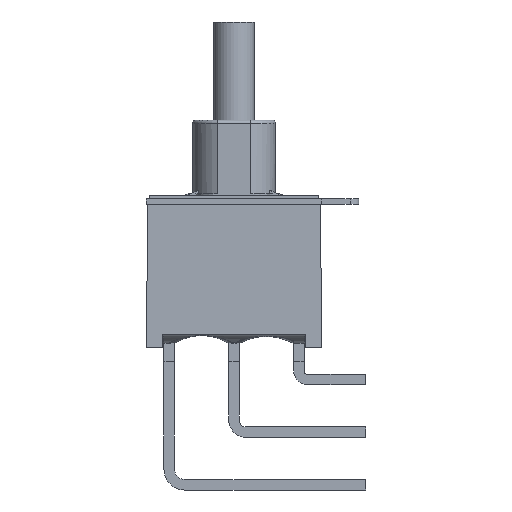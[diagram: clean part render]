
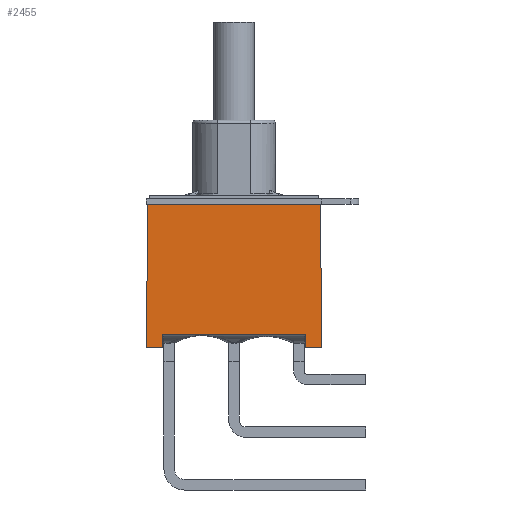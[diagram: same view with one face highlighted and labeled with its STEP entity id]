
A CAD part, front view. The second image highlights one B-rep face of the part: STEP entity #2455.
In plain terms, the highlighted planar face has unit normal (0, -1, 0.009).
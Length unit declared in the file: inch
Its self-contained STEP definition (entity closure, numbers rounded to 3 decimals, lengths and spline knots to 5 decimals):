
#2289=CARTESIAN_POINT('',(0.24643,-0.12635,0.40945));
#2290=VERTEX_POINT('',#2289);
#2297=CARTESIAN_POINT('',(0.25,-0.12992,0.));
#2298=VERTEX_POINT('',#2297);
#2299=CARTESIAN_POINT('',(0.25,-0.12992,0.));
#2300=DIRECTION('',(-0.009,0.009,1.));
#2301=VECTOR('',#2300,0.40948);
#2302=LINE('',#2299,#2301);
#2303=EDGE_CURVE('',#2298,#2290,#2302,.T.);
#2393=CARTESIAN_POINT('',(-0.275,-0.12617,0.42992));
#2394=DIRECTION('',(0.,-1.,0.009));
#2395=DIRECTION('',(0.0,-0.009,-1.));
#2396=AXIS2_PLACEMENT_3D('',#2393,#2394,#2395);
#2397=PLANE('',#2396);
#2398=CARTESIAN_POINT('',(-0.20276,-0.12992,0.));
#2399=VERTEX_POINT('',#2398);
#2400=CARTESIAN_POINT('',(-0.20276,-0.12958,0.03937));
#2401=VERTEX_POINT('',#2400);
#2402=CARTESIAN_POINT('',(-0.20276,-0.12992,0.));
#2403=DIRECTION('',(0.0,0.009,1.));
#2404=VECTOR('',#2403,0.03937);
#2405=LINE('',#2402,#2404);
#2406=EDGE_CURVE('',#2399,#2401,#2405,.T.);
#2407=ORIENTED_EDGE('',*,*,#2406,.T.);
#2408=CARTESIAN_POINT('',(0.20276,-0.12958,0.03937));
#2409=VERTEX_POINT('',#2408);
#2410=CARTESIAN_POINT('',(-0.20276,-0.12958,0.03937));
#2411=DIRECTION('',(1.0,0.0,0.0));
#2412=VECTOR('',#2411,0.40551);
#2413=LINE('',#2410,#2412);
#2414=EDGE_CURVE('',#2401,#2409,#2413,.T.);
#2415=ORIENTED_EDGE('',*,*,#2414,.T.);
#2416=CARTESIAN_POINT('',(0.20276,-0.12992,0.0));
#2417=VERTEX_POINT('',#2416);
#2418=CARTESIAN_POINT('',(0.20276,-0.12958,0.03937));
#2419=DIRECTION('',(0.0,-0.009,-1.));
#2420=VECTOR('',#2419,0.03937);
#2421=LINE('',#2418,#2420);
#2422=EDGE_CURVE('',#2409,#2417,#2421,.T.);
#2423=ORIENTED_EDGE('',*,*,#2422,.T.);
#2424=CARTESIAN_POINT('',(0.20276,-0.12992,0.0));
#2425=DIRECTION('',(1.0,0.0,0.0));
#2426=VECTOR('',#2425,0.04724);
#2427=LINE('',#2424,#2426);
#2428=EDGE_CURVE('',#2417,#2298,#2427,.T.);
#2429=ORIENTED_EDGE('',*,*,#2428,.T.);
#2430=ORIENTED_EDGE('',*,*,#2303,.T.);
#2431=CARTESIAN_POINT('',(-0.24643,-0.12635,0.40945));
#2432=VERTEX_POINT('',#2431);
#2433=CARTESIAN_POINT('',(0.24643,-0.12635,0.40945));
#2434=DIRECTION('',(-1.0,0.0,0.0));
#2435=VECTOR('',#2434,0.49285);
#2436=LINE('',#2433,#2435);
#2437=EDGE_CURVE('',#2290,#2432,#2436,.T.);
#2438=ORIENTED_EDGE('',*,*,#2437,.T.);
#2439=CARTESIAN_POINT('',(-0.25,-0.12992,0.));
#2440=VERTEX_POINT('',#2439);
#2441=CARTESIAN_POINT('',(-0.25,-0.12992,0.));
#2442=DIRECTION('',(0.009,0.009,1.));
#2443=VECTOR('',#2442,0.40948);
#2444=LINE('',#2441,#2443);
#2445=EDGE_CURVE('',#2440,#2432,#2444,.T.);
#2446=ORIENTED_EDGE('',*,*,#2445,.F.);
#2447=CARTESIAN_POINT('',(-0.25,-0.12992,0.0));
#2448=DIRECTION('',(1.0,0.0,0.0));
#2449=VECTOR('',#2448,0.04724);
#2450=LINE('',#2447,#2449);
#2451=EDGE_CURVE('',#2440,#2399,#2450,.T.);
#2452=ORIENTED_EDGE('',*,*,#2451,.T.);
#2453=EDGE_LOOP('',(#2407,#2415,#2423,#2429,#2430,#2438,#2446,#2452));
#2454=FACE_OUTER_BOUND('',#2453,.T.);
#2455=ADVANCED_FACE('',(#2454),#2397,.T.);
